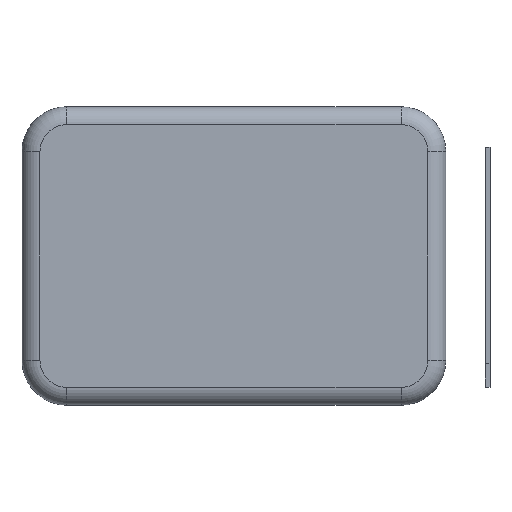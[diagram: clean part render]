
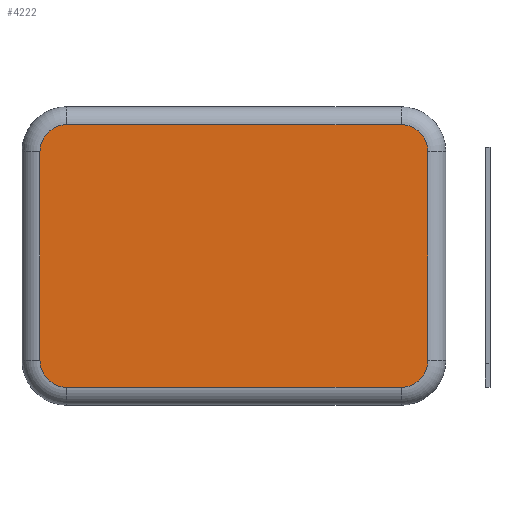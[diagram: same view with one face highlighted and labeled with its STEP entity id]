
A CAD part, front view. The second image highlights one B-rep face of the part: STEP entity #4222.
In plain terms, the highlighted planar face has unit normal (0, -1, 0).
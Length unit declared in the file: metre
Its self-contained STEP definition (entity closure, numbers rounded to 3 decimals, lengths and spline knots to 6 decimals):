
#88=CIRCLE('',#4576,0.0045);
#89=CIRCLE('',#4577,0.0045);
#90=CIRCLE('',#4578,0.0045);
#91=CIRCLE('',#4579,0.0045);
#383=ORIENTED_EDGE('',*,*,#1507,.T.);
#384=ORIENTED_EDGE('',*,*,#1508,.T.);
#385=ORIENTED_EDGE('',*,*,#1509,.T.);
#386=ORIENTED_EDGE('',*,*,#1510,.T.);
#387=ORIENTED_EDGE('',*,*,#1511,.T.);
#388=ORIENTED_EDGE('',*,*,#1512,.T.);
#389=ORIENTED_EDGE('',*,*,#1513,.T.);
#390=ORIENTED_EDGE('',*,*,#1514,.T.);
#1507=EDGE_CURVE('',#2084,#2085,#2523,.F.);
#1508=EDGE_CURVE('',#2085,#2086,#88,.T.);
#1509=EDGE_CURVE('',#2086,#2087,#2524,.T.);
#1510=EDGE_CURVE('',#2087,#2088,#89,.T.);
#1511=EDGE_CURVE('',#2088,#2089,#2525,.T.);
#1512=EDGE_CURVE('',#2089,#2090,#90,.T.);
#1513=EDGE_CURVE('',#2090,#2091,#2526,.F.);
#1514=EDGE_CURVE('',#2091,#2084,#91,.T.);
#2084=VERTEX_POINT('',#6323);
#2085=VERTEX_POINT('',#6324);
#2086=VERTEX_POINT('',#6326);
#2087=VERTEX_POINT('',#6328);
#2088=VERTEX_POINT('',#6330);
#2089=VERTEX_POINT('',#6332);
#2090=VERTEX_POINT('',#6334);
#2091=VERTEX_POINT('',#6336);
#2523=LINE('',#6322,#3010);
#2524=LINE('',#6327,#3011);
#2525=LINE('',#6331,#3012);
#2526=LINE('',#6335,#3013);
#3010=VECTOR('',#5072,1.);
#3011=VECTOR('',#5075,1.);
#3012=VECTOR('',#5078,1.);
#3013=VECTOR('',#5081,1.);
#3443=EDGE_LOOP('',(#383,#384,#385,#386,#387,#388,#389,#390));
#3739=FACE_BOUND('',#3443,.T.);
#4033=PLANE('',#4575);
#4222=ADVANCED_FACE('',(#3739),#4033,.T.);
#4575=AXIS2_PLACEMENT_3D('',#6321,#5070,#5071);
#4576=AXIS2_PLACEMENT_3D('',#6325,#5073,#5074);
#4577=AXIS2_PLACEMENT_3D('',#6329,#5076,#5077);
#4578=AXIS2_PLACEMENT_3D('',#6333,#5079,#5080);
#4579=AXIS2_PLACEMENT_3D('',#6337,#5082,#5083);
#5070=DIRECTION('',(0.,-1.,0.));
#5071=DIRECTION('',(1.,0.,0.));
#5072=DIRECTION('',(1.,0.,0.));
#5073=DIRECTION('',(0.,-1.,0.));
#5074=DIRECTION('',(0.,0.,-1.));
#5075=DIRECTION('',(0.,0.,-1.));
#5076=DIRECTION('',(0.,-1.,0.));
#5077=DIRECTION('',(0.,0.,-1.));
#5078=DIRECTION('',(1.,0.,0.));
#5079=DIRECTION('',(0.,-1.,0.));
#5080=DIRECTION('',(0.,0.,-1.));
#5081=DIRECTION('',(0.,0.,-1.));
#5082=DIRECTION('',(0.,-1.,0.));
#5083=DIRECTION('',(0.,0.,-1.));
#6321=CARTESIAN_POINT('',(0.0312,-0.0234,0.024));
#6322=CARTESIAN_POINT('',(0.0312,-0.0234,0.046));
#6323=CARTESIAN_POINT('',(0.0592,-0.0234,0.046));
#6324=CARTESIAN_POINT('',(0.0032,-0.0234,0.046));
#6325=CARTESIAN_POINT('',(0.0032,-0.0234,0.0415));
#6326=CARTESIAN_POINT('',(-0.0013,-0.0234,0.0415));
#6327=CARTESIAN_POINT('',(-0.0013,-0.0234,0.0065));
#6328=CARTESIAN_POINT('',(-0.0013,-0.0234,0.0065));
#6329=CARTESIAN_POINT('',(0.0032,-0.0234,0.0065));
#6330=CARTESIAN_POINT('',(0.0032,-0.0234,0.002));
#6331=CARTESIAN_POINT('',(0.0592,-0.0234,0.002));
#6332=CARTESIAN_POINT('',(0.0592,-0.0234,0.002));
#6333=CARTESIAN_POINT('',(0.0592,-0.0234,0.0065));
#6334=CARTESIAN_POINT('',(0.0637,-0.0234,0.0065));
#6335=CARTESIAN_POINT('',(0.0637,-0.0234,0.024));
#6336=CARTESIAN_POINT('',(0.0637,-0.0234,0.0415));
#6337=CARTESIAN_POINT('',(0.0592,-0.0234,0.0415));
